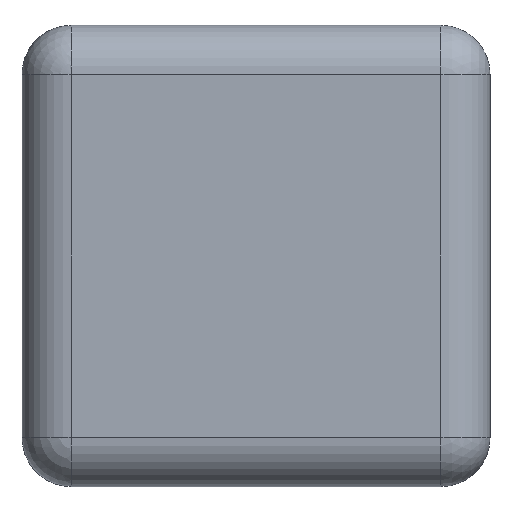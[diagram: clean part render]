
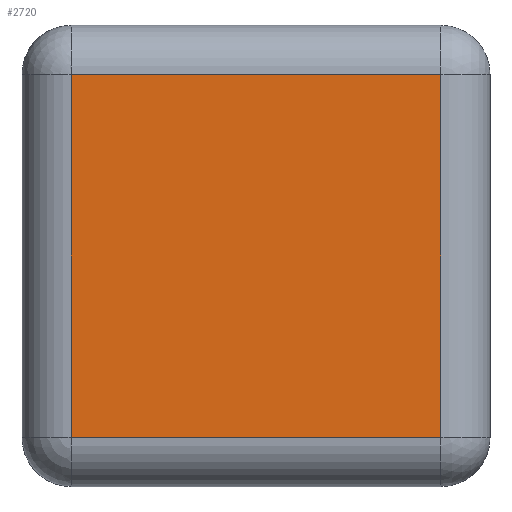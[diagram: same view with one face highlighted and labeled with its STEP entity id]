
A CAD part, front view. The second image highlights one B-rep face of the part: STEP entity #2720.
In plain terms, the highlighted planar face has unit normal (0, -1, 0).
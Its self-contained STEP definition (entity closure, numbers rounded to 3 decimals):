
#2720 = ADVANCED_FACE ( 'NONE', ( #86957 ), #48731, .T. ) ;
#3538 = CARTESIAN_POINT ( 'NONE',  ( -300.701, -198.19, -295.239 ) ) ;
#5576 = LINE ( 'NONE', #105122, #17283 ) ;
#10138 = EDGE_CURVE ( 'NONE', #56400, #36646, #5576, .T. ) ;
#11156 = CARTESIAN_POINT ( 'NONE',  ( -300.701, -198.19, 295.239 ) ) ;
#12291 = LINE ( 'NONE', #98352, #95479 ) ;
#14497 = ORIENTED_EDGE ( 'NONE', *, *, #123337, .T. ) ;
#17283 = VECTOR ( 'NONE', #105759, 1000. ) ;
#19231 = CARTESIAN_POINT ( 'NONE',  ( 300.701, -198.19, 295.239 ) ) ;
#22520 = EDGE_CURVE ( 'NONE', #42077, #56400, #85994, .T. ) ;
#27657 = EDGE_LOOP ( 'NONE', ( #63564, #102735, #14497, #33432 ) ) ;
#33432 = ORIENTED_EDGE ( 'NONE', *, *, #44969, .T. ) ;
#35743 = VECTOR ( 'NONE', #66590, 1000. ) ;
#36646 = VERTEX_POINT ( 'NONE', #19231 ) ;
#36899 = AXIS2_PLACEMENT_3D ( 'NONE', #97922, #78552, #56545 ) ;
#38083 = CARTESIAN_POINT ( 'NONE',  ( 0., -198.19, -295.239 ) ) ;
#38601 = VERTEX_POINT ( 'NONE', #11156 ) ;
#42077 = VERTEX_POINT ( 'NONE', #3538 ) ;
#44969 = EDGE_CURVE ( 'NONE', #38601, #42077, #53077, .T. ) ;
#48731 = PLANE ( 'NONE',  #36899 ) ;
#53077 = LINE ( 'NONE', #80936, #124567 ) ;
#56400 = VERTEX_POINT ( 'NONE', #96440 ) ;
#56545 = DIRECTION ( 'NONE',  ( 0., 0., -1. ) ) ;
#63564 = ORIENTED_EDGE ( 'NONE', *, *, #22520, .T. ) ;
#66590 = DIRECTION ( 'NONE',  ( 1., 0., 0. ) ) ;
#71890 = DIRECTION ( 'NONE',  ( 0., 0., -1. ) ) ;
#78552 = DIRECTION ( 'NONE',  ( 0., -1., 0. ) ) ;
#80936 = CARTESIAN_POINT ( 'NONE',  ( -300.701, -198.19, 0. ) ) ;
#85994 = LINE ( 'NONE', #38083, #35743 ) ;
#86957 = FACE_OUTER_BOUND ( 'NONE', #27657, .T. ) ;
#95479 = VECTOR ( 'NONE', #100888, 1000. ) ;
#96440 = CARTESIAN_POINT ( 'NONE',  ( 300.701, -198.19, -295.239 ) ) ;
#97922 = CARTESIAN_POINT ( 'NONE',  ( 0., -198.19, 0. ) ) ;
#98352 = CARTESIAN_POINT ( 'NONE',  ( 0., -198.19, 295.239 ) ) ;
#100888 = DIRECTION ( 'NONE',  ( -1., 0., 0. ) ) ;
#102735 = ORIENTED_EDGE ( 'NONE', *, *, #10138, .T. ) ;
#105122 = CARTESIAN_POINT ( 'NONE',  ( 300.701, -198.19, 0. ) ) ;
#105759 = DIRECTION ( 'NONE',  ( 0., 0., 1. ) ) ;
#123337 = EDGE_CURVE ( 'NONE', #36646, #38601, #12291, .T. ) ;
#124567 = VECTOR ( 'NONE', #71890, 1000. ) ;
